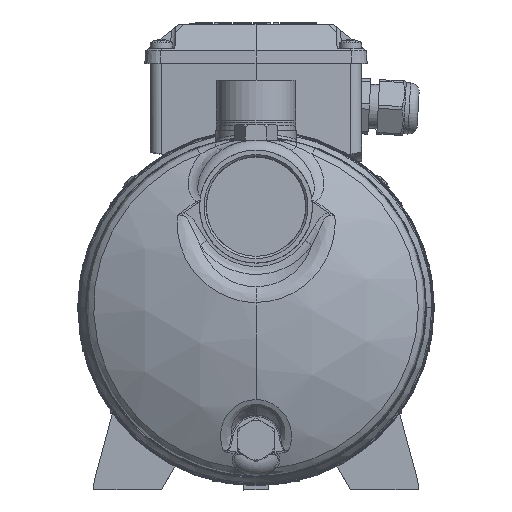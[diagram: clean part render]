
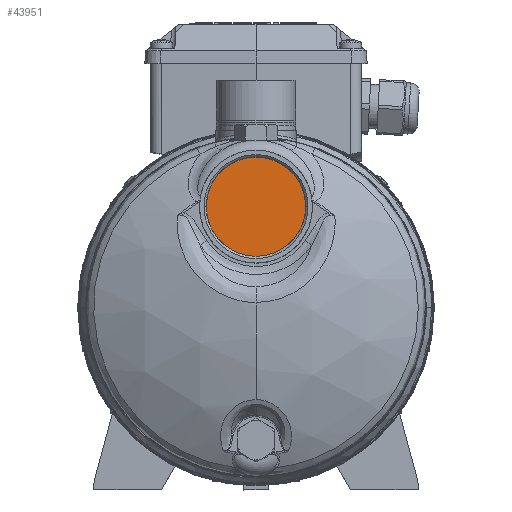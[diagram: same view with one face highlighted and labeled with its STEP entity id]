
A CAD part, top view. The second image highlights one B-rep face of the part: STEP entity #43951.
In plain terms, the highlighted planar face has unit normal (0, 0, 1).
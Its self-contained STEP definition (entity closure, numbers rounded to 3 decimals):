
#10773 = CIRCLE ( 'NONE', #62013, 22.325 ) ;
#12030 = DIRECTION ( 'NONE',  ( 0., 1., 0. ) ) ;
#17186 = DIRECTION ( 'NONE',  ( 0., 0., 1. ) ) ;
#22664 = AXIS2_PLACEMENT_3D ( 'NONE', #50832, #61537, #68433 ) ;
#25160 = CARTESIAN_POINT ( 'NONE',  ( -22.325, -57., 119.513 ) ) ;
#26948 = EDGE_LOOP ( 'NONE', ( #71249, #64759 ) ) ;
#28709 = PLANE ( 'NONE',  #82458 ) ;
#30128 = DIRECTION ( 'NONE',  ( -1., 0., 0. ) ) ;
#35604 = FACE_OUTER_BOUND ( 'NONE', #26948, .T. ) ;
#43951 = ADVANCED_FACE ( 'NONE', ( #35604 ), #28709, .T. ) ;
#49444 = DIRECTION ( 'NONE',  ( 0., 0., -1. ) ) ;
#50832 = CARTESIAN_POINT ( 'NONE',  ( 0., -57., 119.513 ) ) ;
#55706 = VERTEX_POINT ( 'NONE', #25160 ) ;
#55987 = EDGE_CURVE ( 'NONE', #61099, #55706, #10773, .T. ) ;
#56670 = CARTESIAN_POINT ( 'NONE',  ( 44.65, -12.35, 119.513 ) ) ;
#57897 = EDGE_CURVE ( 'NONE', #55706, #61099, #63636, .T. ) ;
#61099 = VERTEX_POINT ( 'NONE', #89553 ) ;
#61537 = DIRECTION ( 'NONE',  ( 0., 0., -1. ) ) ;
#62013 = AXIS2_PLACEMENT_3D ( 'NONE', #64517, #49444, #30128 ) ;
#63636 = CIRCLE ( 'NONE', #22664, 22.325 ) ;
#64517 = CARTESIAN_POINT ( 'NONE',  ( 0., -57., 119.513 ) ) ;
#64759 = ORIENTED_EDGE ( 'NONE', *, *, #55987, .F. ) ;
#68433 = DIRECTION ( 'NONE',  ( -1., 0., 0. ) ) ;
#71249 = ORIENTED_EDGE ( 'NONE', *, *, #57897, .F. ) ;
#82458 = AXIS2_PLACEMENT_3D ( 'NONE', #56670, #17186, #12030 ) ;
#89553 = CARTESIAN_POINT ( 'NONE',  ( 22.325, -57., 119.513 ) ) ;
